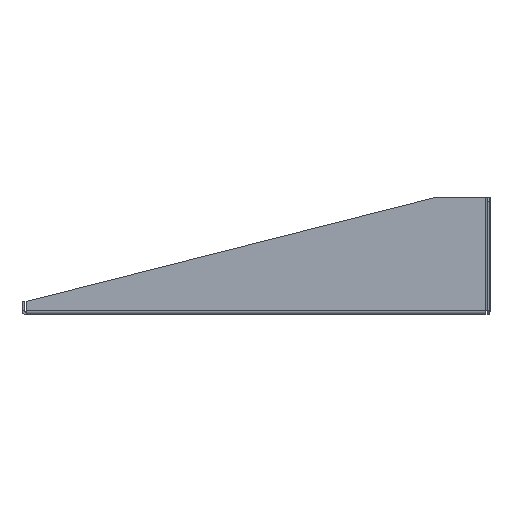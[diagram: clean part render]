
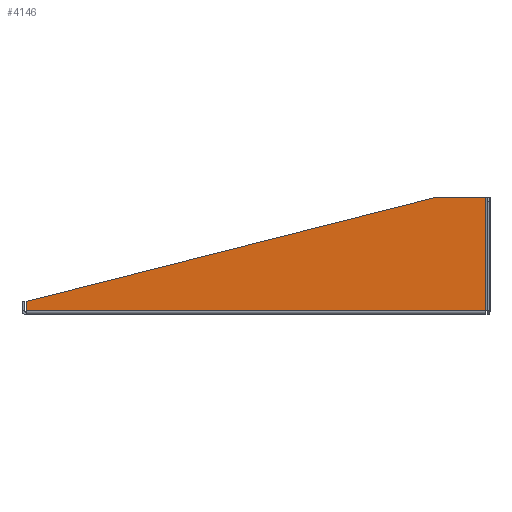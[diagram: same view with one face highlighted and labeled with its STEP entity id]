
A CAD part, left-side view. The second image highlights one B-rep face of the part: STEP entity #4146.
In plain terms, the highlighted planar face has unit normal (-1, 0, 0).
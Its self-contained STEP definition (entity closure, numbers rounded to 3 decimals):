
#118 = CARTESIAN_POINT ( 'NONE',  ( 0., 0., 0. ) ) ;
#245 = LINE ( 'NONE', #3670, #1966 ) ;
#264 = DIRECTION ( 'NONE',  ( 1., 0., 0. ) ) ;
#302 = VERTEX_POINT ( 'NONE', #1071 ) ;
#492 = VECTOR ( 'NONE', #4599, 1000. ) ;
#515 = CARTESIAN_POINT ( 'NONE',  ( 0., 344., 8. ) ) ;
#544 = ORIENTED_EDGE ( 'NONE', *, *, #4314, .T. ) ;
#596 = EDGE_CURVE ( 'NONE', #6232, #2004, #3522, .T. ) ;
#789 = VERTEX_POINT ( 'NONE', #5842 ) ;
#998 = LINE ( 'NONE', #5312, #4807 ) ;
#1071 = CARTESIAN_POINT ( 'NONE',  ( 0., 0., 86. ) ) ;
#1127 = ORIENTED_EDGE ( 'NONE', *, *, #596, .F. ) ;
#1173 = EDGE_CURVE ( 'NONE', #5066, #789, #5550, .T. ) ;
#1235 = EDGE_LOOP ( 'NONE', ( #2880, #4964, #544, #1127, #3160 ) ) ;
#1966 = VECTOR ( 'NONE', #2626, 1000. ) ;
#2004 = VERTEX_POINT ( 'NONE', #6189 ) ;
#2626 = DIRECTION ( 'NONE',  ( 0., 0., -1. ) ) ;
#2880 = ORIENTED_EDGE ( 'NONE', *, *, #4620, .T. ) ;
#2977 = VECTOR ( 'NONE', #4023, 1000. ) ;
#3160 = ORIENTED_EDGE ( 'NONE', *, *, #3686, .T. ) ;
#3212 = CARTESIAN_POINT ( 'NONE',  ( 0., 0., 0. ) ) ;
#3522 = LINE ( 'NONE', #5464, #3845 ) ;
#3670 = CARTESIAN_POINT ( 'NONE',  ( 0., 344., 0. ) ) ;
#3686 = EDGE_CURVE ( 'NONE', #6232, #302, #4460, .T. ) ;
#3717 = FACE_OUTER_BOUND ( 'NONE', #1235, .T. ) ;
#3845 = VECTOR ( 'NONE', #4984, 1000. ) ;
#4023 = DIRECTION ( 'NONE',  ( 0., 0., 1. ) ) ;
#4146 = ADVANCED_FACE ( 'NONE', ( #3717 ), #5561, .F. ) ;
#4314 = EDGE_CURVE ( 'NONE', #5066, #2004, #245, .T. ) ;
#4365 = DIRECTION ( 'NONE',  ( 0., 1., 0. ) ) ;
#4431 = CARTESIAN_POINT ( 'NONE',  ( 0., 0., 1. ) ) ;
#4460 = LINE ( 'NONE', #118, #2977 ) ;
#4599 = DIRECTION ( 'NONE',  ( 0., -0.969, 0.246 ) ) ;
#4620 = EDGE_CURVE ( 'NONE', #302, #789, #998, .T. ) ;
#4807 = VECTOR ( 'NONE', #4365, 1000. ) ;
#4964 = ORIENTED_EDGE ( 'NONE', *, *, #1173, .F. ) ;
#4984 = DIRECTION ( 'NONE',  ( 0., 1., 0. ) ) ;
#5066 = VERTEX_POINT ( 'NONE', #515 ) ;
#5136 = DIRECTION ( 'NONE',  ( 0., 0., -1. ) ) ;
#5312 = CARTESIAN_POINT ( 'NONE',  ( 0., 0., 86. ) ) ;
#5464 = CARTESIAN_POINT ( 'NONE',  ( 0., 344., 1. ) ) ;
#5550 = LINE ( 'NONE', #6063, #492 ) ;
#5561 = PLANE ( 'NONE',  #5717 ) ;
#5717 = AXIS2_PLACEMENT_3D ( 'NONE', #3212, #264, #5136 ) ;
#5842 = CARTESIAN_POINT ( 'NONE',  ( 0., 37., 86. ) ) ;
#6063 = CARTESIAN_POINT ( 'NONE',  ( 0., 37., 86. ) ) ;
#6189 = CARTESIAN_POINT ( 'NONE',  ( 0., 344., 1. ) ) ;
#6232 = VERTEX_POINT ( 'NONE', #4431 ) ;
